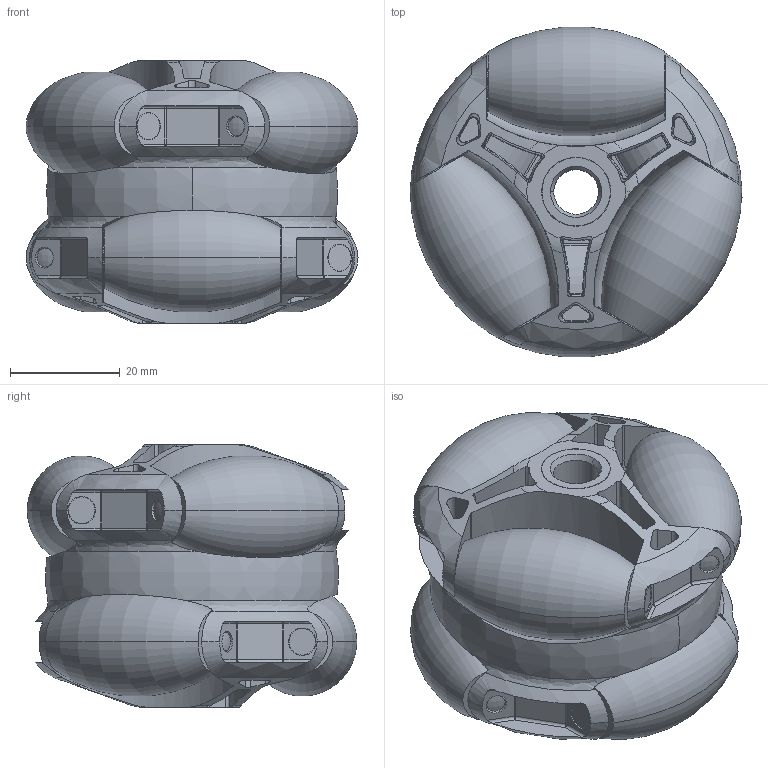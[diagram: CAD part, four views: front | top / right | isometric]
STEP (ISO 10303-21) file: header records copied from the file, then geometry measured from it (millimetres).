
FILE_DESCRIPTION (( 'STEP AP214' ), '1' );
FILE_NAME ('0027702.step', '2022-02-04T09:54:07', ( '' ), ( '' ), 'SwSTEP 2.0', 'SolidWorks 2020', '' );
FILE_SCHEMA (( 'AUTOMOTIVE_DESIGN' ));
Length unit declared in the file: millimetre
Products named in the file (1): 0027702
Bounding box: 60.63 x 60.16 x 48 mm (x, y, z)
Volume: 79534.7 mm3; surface area: 41278.9 mm2
Topology: 15 solids, 15 shells, 783 faces, 1852 edges, 1108 vertices
Faces by surface type: cylinder 271, bspline 266, plane 128, cone 97, torus 21
Entity records: 37503 total; most frequent: CARTESIAN_POINT 12529, ORIENTED_EDGE 3672, DIRECTION 2919, EDGE_CURVE 1836, AXIS2_PLACEMENT_3D 1224, VERTEX_POINT 1108, EDGE_LOOP 850, UNCERTAINTY_MEASURE_WITH_UNIT 800
